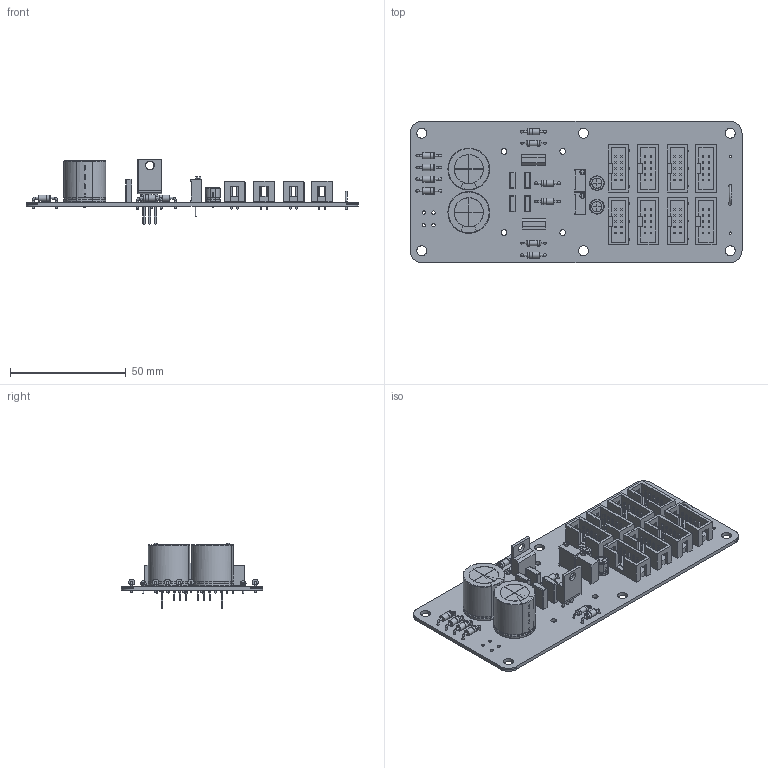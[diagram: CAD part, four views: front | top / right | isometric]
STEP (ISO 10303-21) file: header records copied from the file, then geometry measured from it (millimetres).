
FILE_DESCRIPTION(('KiCad electronic assembly'),'2;1');
FILE_NAME('power_supply.step','2023-03-26T12:42:03',('Pcbnew'),('Kicad') ,'Open CASCADE STEP processor 7.6','KiCad to STEP converter','Unknown' );
FILE_SCHEMA(('AUTOMOTIVE_DESIGN { 1 0 10303 214 1 1 1 1 }'));
Length unit declared in the file: millimetre
Products named in the file (20): power_supply 1; TO-220-3_Vertical; SOLID; R_Axial_DIN0207_L6.3mm_D2.5mm_P10.16mm_Horizontal; D_DO-41_SOD81_P10.16mm_Horizontal; TestPoint_Bridge_Pitch7.62mm_Drill1.3mm; IDC-Header_2x05_P2.54mm_Vertical; CP_Radial_D18.0mm_P7.50mm; Potentiometer_Bourns_3296W_Vertical; C_Rect_L7.0mm_W2.5mm_P5.00mm; CP_Radial_D6.3mm_P2.50mm; PCB
Assembly tree (41 placements, depth 3):
  power_supply 1
    TO-220-3_Vertical  x2
      SOLID
    R_Axial_DIN0207_L6.3mm_D2.5mm_P10.16mm_Horizontal  x2
      SOLID
    D_DO-41_SOD81_P10.16mm_Horizontal  x8
      SOLID
    TestPoint_Bridge_Pitch7.62mm_Drill1.3mm
      SOLID
    IDC-Header_2x05_P2.54mm_Vertical  x8
      SOLID
    CP_Radial_D18.0mm_P7.50mm  x2
      SOLID
    Potentiometer_Bourns_3296W_Vertical  x2
      SOLID
    C_Rect_L7.0mm_W2.5mm_P5.00mm  x4
      SOLID
    CP_Radial_D6.3mm_P2.50mm  x2
      SOLID
    PCB
Bounding box: 143.51 x 60.96 x 28.52 mm (x, y, z)
Volume: 32106.6 mm3; surface area: 37201.6 mm2
Topology: 32 solids, 36 shells, 2599 faces, 6169 edges, 3874 vertices
Faces by surface type: plane 2118, cylinder 398, torus 33, bspline 18, revolution 16, sphere 16
Full cylindrical faces by diameter (mm): 0.5 x12, 0.51 x6, 0.6 x8, 0.8 x54, 0.9 x4, 1 x132, 1.1 x22, 1.2 x4, 1.3 x2, 1.4 x4, 2.19 x2, 2.25 x2, 2.5 x8, 2.7 x16, 2.72 x8, 3.735 x2, 4.3 x6
Entity records: 51152 total; most frequent: CARTESIAN_POINT 12031, DIRECTION 6669, LINE 4195, VECTOR 4195, ORIENTED_EDGE 3484, PCURVE 3484, DEFINITIONAL_REPRESENTATION 3484, EDGE_CURVE 1742
